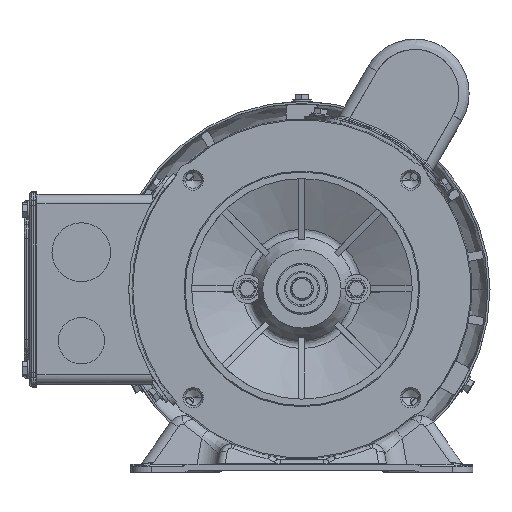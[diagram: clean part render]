
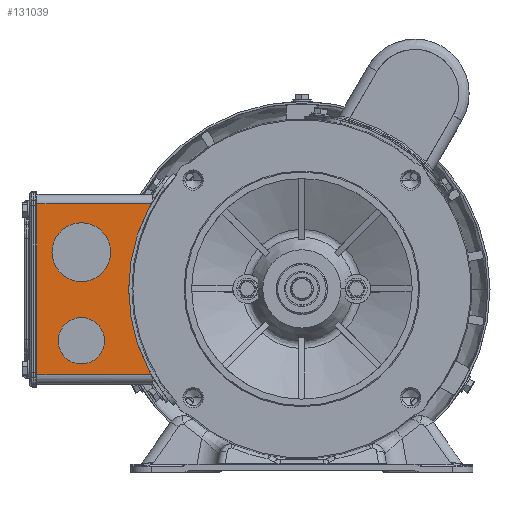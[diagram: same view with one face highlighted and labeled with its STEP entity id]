
A CAD part, top view. The second image highlights one B-rep face of the part: STEP entity #131039.
In plain terms, the highlighted planar face has unit normal (0, 0, 1).
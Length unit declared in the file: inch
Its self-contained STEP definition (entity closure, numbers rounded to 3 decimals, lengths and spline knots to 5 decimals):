
#644 = AXIS2_PLACEMENT_3D ( 'NONE', #129765, #61365, #29536 ) ;
#3938 = DIRECTION ( 'NONE',  ( 0., 0., -1. ) ) ;
#3965 = EDGE_LOOP ( 'NONE', ( #122305, #70089 ) ) ;
#7561 = DIRECTION ( 'NONE',  ( 0., 1., 0. ) ) ;
#8079 = VERTEX_POINT ( 'NONE', #92389 ) ;
#12337 = CARTESIAN_POINT ( 'NONE',  ( -5.90551, -1.62992, 0.09843 ) ) ;
#15991 = CARTESIAN_POINT ( 'NONE',  ( -5.07874, 1.81102, 0.09843 ) ) ;
#19331 = VERTEX_POINT ( 'NONE', #82152 ) ;
#20585 = DIRECTION ( 'NONE',  ( 0., 1., 0. ) ) ;
#20669 = EDGE_CURVE ( 'NONE', #49054, #22595, #72054, .T. ) ;
#21637 = DIRECTION ( 'NONE',  ( 1., 0., 0. ) ) ;
#22595 = VERTEX_POINT ( 'NONE', #37593 ) ;
#24653 = DIRECTION ( 'NONE',  ( 0., 0., 1. ) ) ;
#25848 = CARTESIAN_POINT ( 'NONE',  ( -5.90551, 1.62992, 0.09843 ) ) ;
#25909 = CIRCLE ( 'NONE', #44938, 0.44291 ) ;
#29368 = VERTEX_POINT ( 'NONE', #108788 ) ;
#29536 = DIRECTION ( 'NONE',  ( 0., 1., 0. ) ) ;
#29626 = ORIENTED_EDGE ( 'NONE', *, *, #85978, .T. ) ;
#36529 = DIRECTION ( 'NONE',  ( 0., -1., 0. ) ) ;
#37593 = CARTESIAN_POINT ( 'NONE',  ( -2.87753, -1.62992, 0.09843 ) ) ;
#39723 = VECTOR ( 'NONE', #21637, 39.37008 ) ;
#42519 = CARTESIAN_POINT ( 'NONE',  ( -5.07874, 1.62992, 0.09843 ) ) ;
#44938 = AXIS2_PLACEMENT_3D ( 'NONE', #108438, #118407, #7561 ) ;
#45662 = DIRECTION ( 'NONE',  ( 0., 1., 0. ) ) ;
#46240 = EDGE_CURVE ( 'NONE', #29368, #19331, #64450, .T. ) ;
#49054 = VERTEX_POINT ( 'NONE', #123270 ) ;
#49718 = VERTEX_POINT ( 'NONE', #54381 ) ;
#51721 = ORIENTED_EDGE ( 'NONE', *, *, #20669, .T. ) ;
#54381 = CARTESIAN_POINT ( 'NONE',  ( -4.2126, -0.54134, 0.09843 ) ) ;
#54914 = VECTOR ( 'NONE', #120720, 39.37008 ) ;
#57799 = FACE_OUTER_BOUND ( 'NONE', #102633, .T. ) ;
#58131 = CARTESIAN_POINT ( 'NONE',  ( 0., 0., 0.09843 ) ) ;
#61365 = DIRECTION ( 'NONE',  ( 0., 0., -1. ) ) ;
#64450 = CIRCLE ( 'NONE', #644, 0.56102 ) ;
#66588 = CIRCLE ( 'NONE', #77190, 3.30709 ) ;
#68400 = EDGE_LOOP ( 'NONE', ( #78565, #84124 ) ) ;
#70089 = ORIENTED_EDGE ( 'NONE', *, *, #99912, .T. ) ;
#71370 = AXIS2_PLACEMENT_3D ( 'NONE', #126027, #118042, #45662 ) ;
#71806 = CARTESIAN_POINT ( 'NONE',  ( -4.2126, 0.70866, 0.09843 ) ) ;
#72054 = LINE ( 'NONE', #12337, #39723 ) ;
#76271 = LINE ( 'NONE', #25848, #54914 ) ;
#77190 = AXIS2_PLACEMENT_3D ( 'NONE', #58131, #3938, #85490 ) ;
#78335 = FACE_BOUND ( 'NONE', #3965, .T. ) ;
#78565 = ORIENTED_EDGE ( 'NONE', *, *, #111227, .T. ) ;
#80403 = EDGE_CURVE ( 'NONE', #121208, #8079, #76271, .T. ) ;
#82152 = CARTESIAN_POINT ( 'NONE',  ( -4.2126, 0.14764, 0.09843 ) ) ;
#84124 = ORIENTED_EDGE ( 'NONE', *, *, #101365, .T. ) ;
#84649 = VERTEX_POINT ( 'NONE', #85352 ) ;
#85352 = CARTESIAN_POINT ( 'NONE',  ( -4.2126, -1.42717, 0.09843 ) ) ;
#85490 = DIRECTION ( 'NONE',  ( 0., 1., 0. ) ) ;
#85978 = EDGE_CURVE ( 'NONE', #121208, #49054, #127503, .T. ) ;
#86360 = AXIS2_PLACEMENT_3D ( 'NONE', #128826, #24653, #20585 ) ;
#87177 = CIRCLE ( 'NONE', #114814, 0.56102 ) ;
#88275 = PLANE ( 'NONE',  #86360 ) ;
#91052 = DIRECTION ( 'NONE',  ( 0., 1., 0. ) ) ;
#92389 = CARTESIAN_POINT ( 'NONE',  ( -2.87753, 1.62992, 0.09843 ) ) ;
#93452 = EDGE_CURVE ( 'NONE', #22595, #8079, #66588, .T. ) ;
#98260 = FACE_BOUND ( 'NONE', #68400, .T. ) ;
#99862 = VECTOR ( 'NONE', #36529, 39.37008 ) ;
#99912 = EDGE_CURVE ( 'NONE', #19331, #29368, #87177, .T. ) ;
#101365 = EDGE_CURVE ( 'NONE', #84649, #49718, #25909, .T. ) ;
#102633 = EDGE_LOOP ( 'NONE', ( #119298, #114295, #29626, #51721 ) ) ;
#108438 = CARTESIAN_POINT ( 'NONE',  ( -4.2126, -0.98425, 0.09843 ) ) ;
#108788 = CARTESIAN_POINT ( 'NONE',  ( -4.2126, 1.26969, 0.09843 ) ) ;
#111227 = EDGE_CURVE ( 'NONE', #49718, #84649, #128608, .T. ) ;
#114295 = ORIENTED_EDGE ( 'NONE', *, *, #80403, .F. ) ;
#114814 = AXIS2_PLACEMENT_3D ( 'NONE', #71806, #124248, #91052 ) ;
#118042 = DIRECTION ( 'NONE',  ( 0., 0., -1. ) ) ;
#118407 = DIRECTION ( 'NONE',  ( 0., 0., -1. ) ) ;
#119298 = ORIENTED_EDGE ( 'NONE', *, *, #93452, .T. ) ;
#120720 = DIRECTION ( 'NONE',  ( 1., 0., 0. ) ) ;
#121208 = VERTEX_POINT ( 'NONE', #42519 ) ;
#122305 = ORIENTED_EDGE ( 'NONE', *, *, #46240, .T. ) ;
#123270 = CARTESIAN_POINT ( 'NONE',  ( -5.07874, -1.62992, 0.09843 ) ) ;
#124248 = DIRECTION ( 'NONE',  ( 0., 0., -1. ) ) ;
#126027 = CARTESIAN_POINT ( 'NONE',  ( -4.2126, -0.98425, 0.09843 ) ) ;
#127503 = LINE ( 'NONE', #15991, #99862 ) ;
#128608 = CIRCLE ( 'NONE', #71370, 0.44291 ) ;
#128826 = CARTESIAN_POINT ( 'NONE',  ( -5.90551, -1.81102, 0.09843 ) ) ;
#129765 = CARTESIAN_POINT ( 'NONE',  ( -4.2126, 0.70866, 0.09843 ) ) ;
#131039 = ADVANCED_FACE ( 'NONE', ( #78335, #57799, #98260 ), #88275, .T. ) ;
